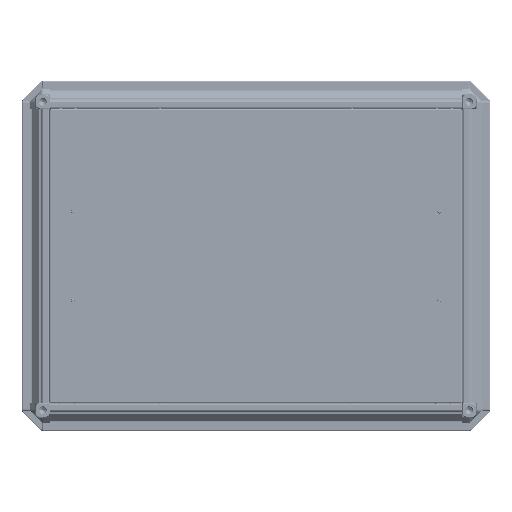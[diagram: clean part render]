
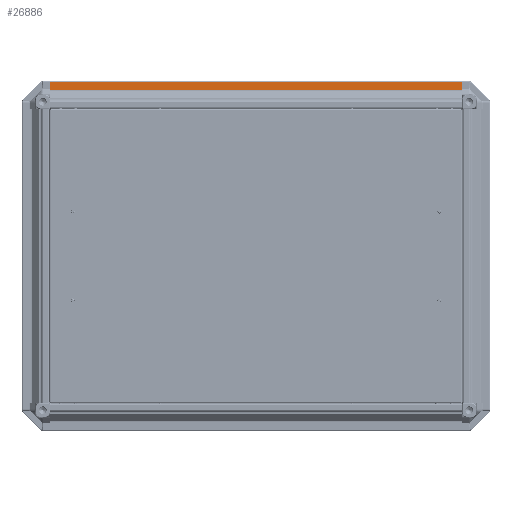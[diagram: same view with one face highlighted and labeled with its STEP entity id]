
A CAD part, front view. The second image highlights one B-rep face of the part: STEP entity #26886.
In plain terms, the highlighted face is planar.
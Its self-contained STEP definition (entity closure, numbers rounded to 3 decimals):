
#1587 = CARTESIAN_POINT ( 'NONE',  ( 22.386, -7.932, 0. ) ) ;
#4193 = ORIENTED_EDGE ( 'NONE', *, *, #28512, .T. ) ;
#5376 = DIRECTION ( 'NONE',  ( 0., 0., -1. ) ) ;
#7158 = LINE ( 'NONE', #33310, #53920 ) ;
#8694 = DIRECTION ( 'NONE',  ( 0.707, -0.707, 0. ) ) ;
#10607 = LINE ( 'NONE', #45100, #20984 ) ;
#11253 = CARTESIAN_POINT ( 'NONE',  ( 22.386, -7.932, 698. ) ) ;
#12486 = CARTESIAN_POINT ( 'NONE',  ( 22.386, -7.932, 698. ) ) ;
#15082 = EDGE_LOOP ( 'NONE', ( #4193, #55193, #46906, #64258 ) ) ;
#17208 = VERTEX_POINT ( 'NONE', #62146 ) ;
#20469 = CARTESIAN_POINT ( 'NONE',  ( 12.747, 1.707, 698. ) ) ;
#20984 = VECTOR ( 'NONE', #5376, 1000. ) ;
#21711 = EDGE_CURVE ( 'NONE', #40583, #56804, #26621, .T. ) ;
#24299 = DIRECTION ( 'NONE',  ( 0.707, -0.707, 0. ) ) ;
#26621 = LINE ( 'NONE', #12486, #57276 ) ;
#26886 = ADVANCED_FACE ( 'NONE', ( #49964 ), #29946, .F. ) ;
#28512 = EDGE_CURVE ( 'NONE', #17208, #56804, #32617, .T. ) ;
#29946 = PLANE ( 'NONE',  #43967 ) ;
#32617 = LINE ( 'NONE', #52635, #35713 ) ;
#33310 = CARTESIAN_POINT ( 'NONE',  ( 12.747, 1.707, 698. ) ) ;
#35713 = VECTOR ( 'NONE', #24299, 1000. ) ;
#39404 = EDGE_CURVE ( 'NONE', #55673, #17208, #10607, .T. ) ;
#40583 = VERTEX_POINT ( 'NONE', #11253 ) ;
#41411 = DIRECTION ( 'NONE',  ( 0., 0., -1. ) ) ;
#43967 = AXIS2_PLACEMENT_3D ( 'NONE', #59473, #44718, #53905 ) ;
#44718 = DIRECTION ( 'NONE',  ( 0.707, 0.707, 0. ) ) ;
#45100 = CARTESIAN_POINT ( 'NONE',  ( 12.747, 1.707, 698. ) ) ;
#46906 = ORIENTED_EDGE ( 'NONE', *, *, #61514, .F. ) ;
#49964 = FACE_OUTER_BOUND ( 'NONE', #15082, .T. ) ;
#52635 = CARTESIAN_POINT ( 'NONE',  ( 12.747, 1.707, 0. ) ) ;
#53905 = DIRECTION ( 'NONE',  ( -0.707, 0.707, 0. ) ) ;
#53920 = VECTOR ( 'NONE', #8694, 1000. ) ;
#55193 = ORIENTED_EDGE ( 'NONE', *, *, #21711, .F. ) ;
#55673 = VERTEX_POINT ( 'NONE', #20469 ) ;
#56804 = VERTEX_POINT ( 'NONE', #1587 ) ;
#57276 = VECTOR ( 'NONE', #41411, 1000. ) ;
#59473 = CARTESIAN_POINT ( 'NONE',  ( 12.747, 1.707, 698. ) ) ;
#61514 = EDGE_CURVE ( 'NONE', #55673, #40583, #7158, .T. ) ;
#62146 = CARTESIAN_POINT ( 'NONE',  ( 12.747, 1.707, 0. ) ) ;
#64258 = ORIENTED_EDGE ( 'NONE', *, *, #39404, .T. ) ;
